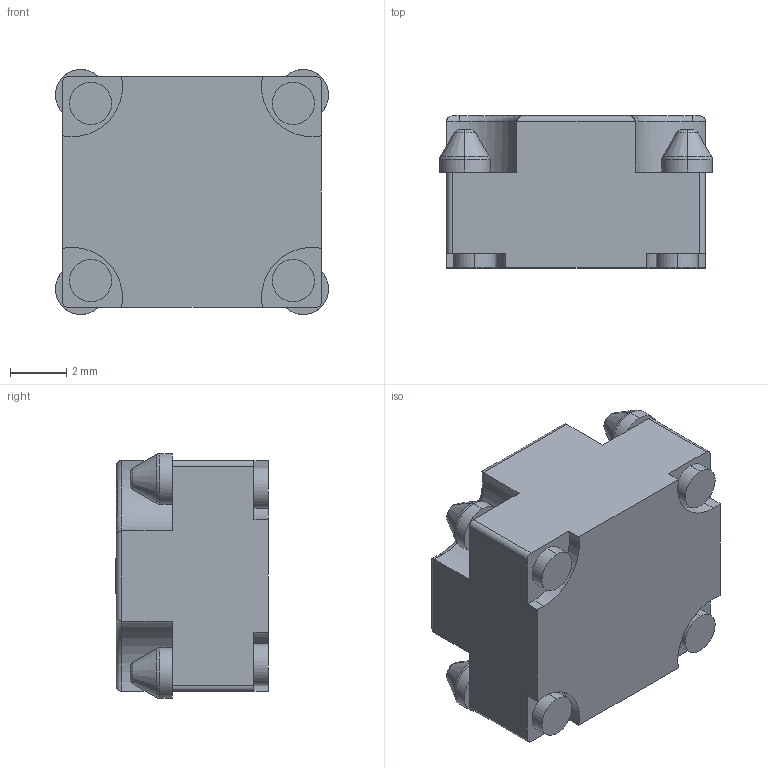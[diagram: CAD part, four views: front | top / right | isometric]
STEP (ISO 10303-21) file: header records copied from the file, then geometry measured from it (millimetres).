
FILE_DESCRIPTION (( 'STEP AP214' ), '1' );
FILE_NAME ('IFC_NT_SBS9080_L9.7W8.7T5.4.STEP', '2018-10-15T14:27:11', ( '' ), ( '' ), 'SwSTEP 2.0', 'SolidWorks 2014', '' );
FILE_SCHEMA (( 'AUTOMOTIVE_DESIGN' ));
Length unit declared in the file: millimetre
Products named in the file (1): IFC_NT_SBS9080_L9.7W8.7T5.4
Bounding box: 9.7 x 5.41 x 8.7 mm (x, y, z)
Volume: 368.6 mm3; surface area: 360.3 mm2
Topology: 1 solids, 1 shells, 146 faces, 371 edges, 234 vertices
Faces by surface type: plane 80, cylinder 36, torus 22, cone 8
Entity records: 5463 total; most frequent: CARTESIAN_POINT 808, DIRECTION 779, ORIENTED_EDGE 742, EDGE_CURVE 371, AXIS2_PLACEMENT_3D 269, VECTOR 241, LINE 241, VERTEX_POINT 234
